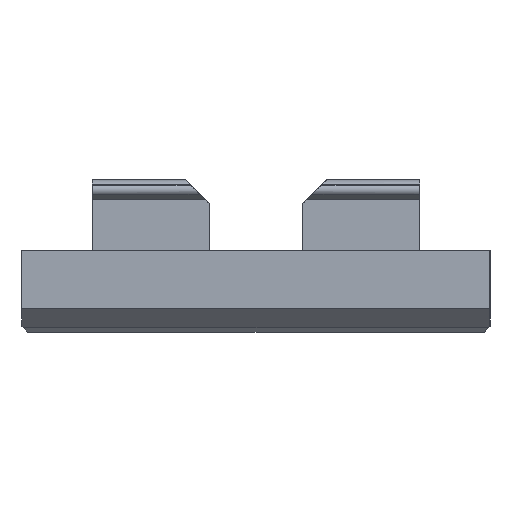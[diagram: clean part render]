
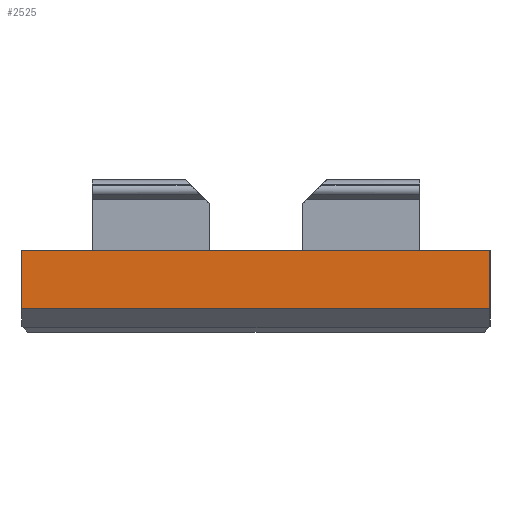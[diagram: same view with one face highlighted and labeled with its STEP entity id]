
A CAD part, left-side view. The second image highlights one B-rep face of the part: STEP entity #2525.
In plain terms, the highlighted planar face has unit normal (-1, 0, 0).
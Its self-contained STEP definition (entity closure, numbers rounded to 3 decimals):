
#298=FACE_OUTER_BOUND('',#440,.T.);
#440=EDGE_LOOP('',(#2271,#2272,#2273,#2274));
#463=LINE('',#3311,#731);
#472=LINE('',#3328,#740);
#627=LINE('',#3841,#895);
#712=LINE('',#4356,#980);
#731=VECTOR('',#2733,10.);
#740=VECTOR('',#2744,10.);
#895=VECTOR('',#3117,10.);
#980=VECTOR('',#3262,10.);
#994=VERTEX_POINT('',#3308);
#995=VERTEX_POINT('',#3310);
#1002=VERTEX_POINT('',#3326);
#1159=VERTEX_POINT('',#3840);
#1237=EDGE_CURVE('',#994,#995,#463,.T.);
#1246=EDGE_CURVE('',#1002,#994,#472,.T.);
#1466=EDGE_CURVE('',#995,#1159,#627,.T.);
#1582=EDGE_CURVE('',#1002,#1159,#712,.T.);
#2271=ORIENTED_EDGE('',*,*,#1246,.F.);
#2272=ORIENTED_EDGE('',*,*,#1582,.T.);
#2273=ORIENTED_EDGE('',*,*,#1466,.F.);
#2274=ORIENTED_EDGE('',*,*,#1237,.F.);
#2390=PLANE('',#2698);
#2525=ADVANCED_FACE('',(#298),#2390,.T.);
#2698=AXIS2_PLACEMENT_3D('',#4355,#3260,#3261);
#2733=DIRECTION('',(0.,0.,1.));
#2744=DIRECTION('',(0.,1.,0.));
#3117=DIRECTION('',(0.,-1.,0.));
#3260=DIRECTION('center_axis',(-1.,0.,0.));
#3261=DIRECTION('ref_axis',(0.,-1.,0.));
#3262=DIRECTION('',(0.,0.,1.));
#3308=CARTESIAN_POINT('',(-24.,21.77,-12.5));
#3310=CARTESIAN_POINT('',(-24.,21.77,-10.));
#3311=CARTESIAN_POINT('',(-24.,21.77,-13.5));
#3326=CARTESIAN_POINT('',(-24.,1.77,-12.5));
#3328=CARTESIAN_POINT('',(-24.,16.77,-12.5));
#3840=CARTESIAN_POINT('',(-24.,1.77,-10.));
#3841=CARTESIAN_POINT('',(-24.,21.77,-10.));
#4355=CARTESIAN_POINT('Origin',(-24.,21.77,-13.5));
#4356=CARTESIAN_POINT('',(-24.,1.77,-13.5));
